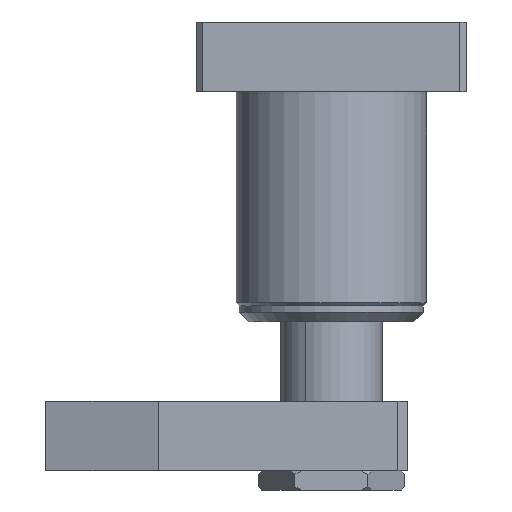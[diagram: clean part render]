
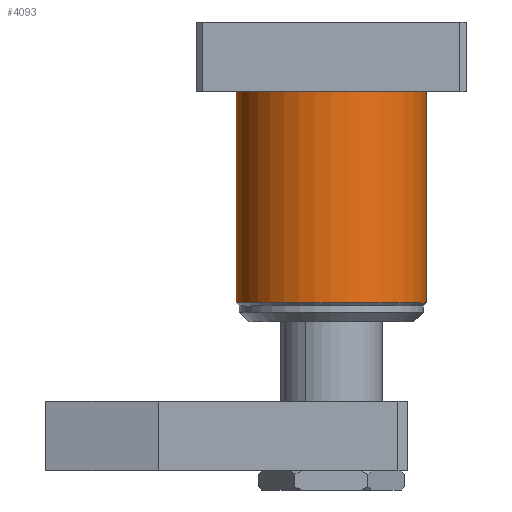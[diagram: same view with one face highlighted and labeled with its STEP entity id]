
A CAD part, front view. The second image highlights one B-rep face of the part: STEP entity #4093.
In plain terms, the highlighted cylindrical face has radius 30 mm (diameter 60 mm), a partial arc.
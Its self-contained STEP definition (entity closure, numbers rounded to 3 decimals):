
#2 = CYLINDRICAL_SURFACE ( 'NONE', #4736, 30. ) ;
#1250 = CARTESIAN_POINT ( 'NONE',  ( 30., 0., -66.5 ) ) ;
#1253 = CARTESIAN_POINT ( 'NONE',  ( 30., 0., 0. ) ) ;
#1256 = CARTESIAN_POINT ( 'NONE',  ( -30., 0., -66.5 ) ) ;
#1257 = CARTESIAN_POINT ( 'NONE',  ( -30., 0., 0. ) ) ;
#2545 = EDGE_LOOP ( 'NONE', ( #5772, #5773, #5739, #5801 ) ) ;
#3203 = CARTESIAN_POINT ( 'NONE',  ( 0., 0., 0. ) ) ;
#3204 = DIRECTION ( 'NONE',  ( 0., 0., 1. ) ) ;
#3205 = DIRECTION ( 'NONE',  ( 1., 0., 0. ) ) ;
#3224 = DIRECTION ( 'NONE',  ( 0., 0., 1. ) ) ;
#3244 = CARTESIAN_POINT ( 'NONE',  ( 30., 0., 0. ) ) ;
#3327 = DIRECTION ( 'NONE',  ( 0., 0., 1. ) ) ;
#3333 = CARTESIAN_POINT ( 'NONE',  ( -30., 0., 0. ) ) ;
#3634 = CARTESIAN_POINT ( 'NONE',  ( 0., 0., -66.5 ) ) ;
#3635 = DIRECTION ( 'NONE',  ( 0., 0., 1. ) ) ;
#3636 = DIRECTION ( 'NONE',  ( -1., 0., 0. ) ) ;
#3759 = DIRECTION ( 'NONE',  ( 1., 0., 0. ) ) ;
#3761 = DIRECTION ( 'NONE',  ( 0., 0., 1. ) ) ;
#3763 = CARTESIAN_POINT ( 'NONE',  ( 0., 0., 0. ) ) ;
#3922 = EDGE_CURVE ( 'NONE', #4443, #4437, #5928, .T. ) ;
#3929 = EDGE_CURVE ( 'NONE', #4438, #4437, #5935, .T. ) ;
#3961 = EDGE_CURVE ( 'NONE', #4442, #4443, #5978, .T. ) ;
#4060 = EDGE_CURVE ( 'NONE', #4442, #4438, #6151, .T. ) ;
#4093 = ADVANCED_FACE ( 'NONE', ( #6200 ), #2, .T. ) ;
#4437 = VERTEX_POINT ( 'NONE', #1253 ) ;
#4438 = VERTEX_POINT ( 'NONE', #1250 ) ;
#4442 = VERTEX_POINT ( 'NONE', #1256 ) ;
#4443 = VERTEX_POINT ( 'NONE', #1257 ) ;
#4673 = AXIS2_PLACEMENT_3D ( 'NONE', #3203, #3204, #3205 ) ;
#4704 = AXIS2_PLACEMENT_3D ( 'NONE', #3634, #3635, #3636 ) ;
#4736 = AXIS2_PLACEMENT_3D ( 'NONE', #3763, #3761, #3759 ) ;
#5739 = ORIENTED_EDGE ( 'NONE', *, *, #3929, .T. ) ;
#5772 = ORIENTED_EDGE ( 'NONE', *, *, #3961, .F. ) ;
#5773 = ORIENTED_EDGE ( 'NONE', *, *, #4060, .T. ) ;
#5801 = ORIENTED_EDGE ( 'NONE', *, *, #3922, .F. ) ;
#5928 = CIRCLE ( 'NONE', #4673, 30. ) ;
#5935 = LINE ( 'NONE', #3244, #5936 ) ;
#5936 = VECTOR ( 'NONE', #3224, 1000. ) ;
#5978 = LINE ( 'NONE', #3333, #5990 ) ;
#5990 = VECTOR ( 'NONE', #3327, 1000. ) ;
#6151 = CIRCLE ( 'NONE', #4704, 30. ) ;
#6200 = FACE_OUTER_BOUND ( 'NONE', #2545, .T. ) ;
